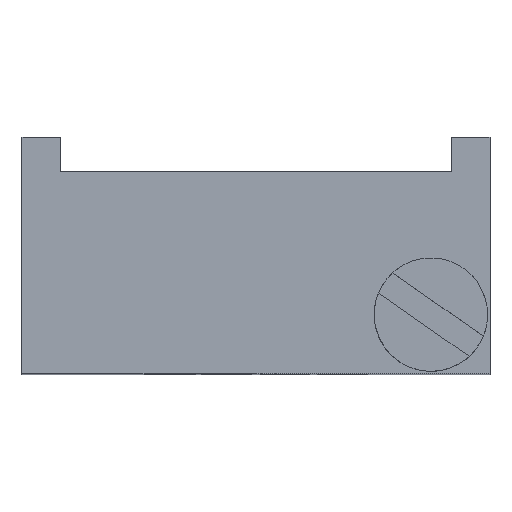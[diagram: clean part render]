
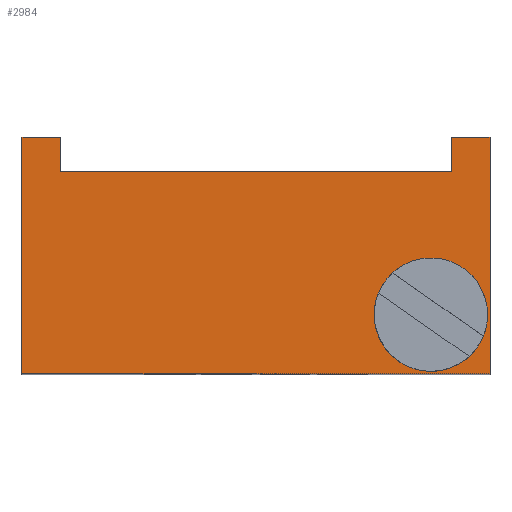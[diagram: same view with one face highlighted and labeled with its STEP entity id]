
A CAD part, top view. The second image highlights one B-rep face of the part: STEP entity #2984.
In plain terms, the highlighted free-form (B-spline) face has degree [1, 1] with [2, 2] control points.
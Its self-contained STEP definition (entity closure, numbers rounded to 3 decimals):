
#176 = VERTEX_POINT('',#177);
#177 = CARTESIAN_POINT('',(4.7,-1.2,13.5));
#182 = EDGE_CURVE('',#176,#183,#185,.T.);
#183 = VERTEX_POINT('',#184);
#184 = CARTESIAN_POINT('',(2.4,-1.2,13.5));
#185 = ( BOUNDED_CURVE() B_SPLINE_CURVE(2,(#186,#187,#188,#189,#190),
.UNSPECIFIED.,.F.,.F.) B_SPLINE_CURVE_WITH_KNOTS((3,2,3),(0.,
1.571,3.142),.PIECEWISE_BEZIER_KNOTS.) CURVE() 
GEOMETRIC_REPRESENTATION_ITEM() RATIONAL_B_SPLINE_CURVE((1.,
0.707,1.,0.707,1.)) REPRESENTATION_ITEM('') );
#186 = CARTESIAN_POINT('',(4.7,-1.2,13.5));
#187 = CARTESIAN_POINT('',(4.7,-0.05,13.5));
#188 = CARTESIAN_POINT('',(3.55,-0.05,13.5));
#189 = CARTESIAN_POINT('',(2.4,-0.05,13.5));
#190 = CARTESIAN_POINT('',(2.4,-1.2,13.5));
#902 = VERTEX_POINT('',#903);
#903 = CARTESIAN_POINT('',(-3.97,1.7,13.5));
#908 = EDGE_CURVE('',#902,#909,#911,.T.);
#909 = VERTEX_POINT('',#910);
#910 = CARTESIAN_POINT('',(3.97,1.7,13.5));
#911 = B_SPLINE_CURVE_WITH_KNOTS('',1,(#912,#913),.UNSPECIFIED.,.F.,.F.,
  (2,2),(-7.94,0.),.PIECEWISE_BEZIER_KNOTS.);
#912 = CARTESIAN_POINT('',(-3.97,1.7,13.5));
#913 = CARTESIAN_POINT('',(3.97,1.7,13.5));
#2280 = VERTEX_POINT('',#2281);
#2281 = CARTESIAN_POINT('',(4.75,-2.4,13.5));
#2286 = EDGE_CURVE('',#2287,#2280,#2289,.T.);
#2287 = VERTEX_POINT('',#2288);
#2288 = CARTESIAN_POINT('',(-4.75,-2.4,13.5));
#2289 = B_SPLINE_CURVE_WITH_KNOTS('',1,(#2290,#2291),.UNSPECIFIED.,.F.,
  .F.,(2,2),(0.,9.5),.PIECEWISE_BEZIER_KNOTS.);
#2290 = CARTESIAN_POINT('',(-4.75,-2.4,13.5));
#2291 = CARTESIAN_POINT('',(4.75,-2.4,13.5));
#2792 = EDGE_CURVE('',#2793,#2795,#2797,.T.);
#2793 = VERTEX_POINT('',#2794);
#2794 = CARTESIAN_POINT('',(-3.97,2.4,13.5));
#2795 = VERTEX_POINT('',#2796);
#2796 = CARTESIAN_POINT('',(-4.75,2.4,13.5));
#2797 = B_SPLINE_CURVE_WITH_KNOTS('',1,(#2798,#2799),.UNSPECIFIED.,.F.,
  .F.,(2,2),(-0.78,-0.),.PIECEWISE_BEZIER_KNOTS.);
#2798 = CARTESIAN_POINT('',(-3.97,2.4,13.5));
#2799 = CARTESIAN_POINT('',(-4.75,2.4,13.5));
#2907 = VERTEX_POINT('',#2908);
#2908 = CARTESIAN_POINT('',(4.75,2.4,13.5));
#2913 = EDGE_CURVE('',#2280,#2907,#2914,.T.);
#2914 = B_SPLINE_CURVE_WITH_KNOTS('',1,(#2915,#2916),.UNSPECIFIED.,.F.,
  .F.,(2,2),(-4.8,0.),.PIECEWISE_BEZIER_KNOTS.);
#2915 = CARTESIAN_POINT('',(4.75,-2.4,13.5));
#2916 = CARTESIAN_POINT('',(4.75,2.4,13.5));
#2940 = VERTEX_POINT('',#2941);
#2941 = CARTESIAN_POINT('',(3.97,2.4,13.5));
#2946 = EDGE_CURVE('',#2907,#2940,#2947,.T.);
#2947 = B_SPLINE_CURVE_WITH_KNOTS('',1,(#2948,#2949),.UNSPECIFIED.,.F.,
  .F.,(2,2),(-9.5,-8.72),.PIECEWISE_BEZIER_KNOTS.);
#2948 = CARTESIAN_POINT('',(4.75,2.4,13.5));
#2949 = CARTESIAN_POINT('',(3.97,2.4,13.5));
#2975 = EDGE_CURVE('',#2795,#2287,#2976,.T.);
#2976 = B_SPLINE_CURVE_WITH_KNOTS('',1,(#2977,#2978),.UNSPECIFIED.,.F.,
  .F.,(2,2),(0.,4.8),.PIECEWISE_BEZIER_KNOTS.);
#2977 = CARTESIAN_POINT('',(-4.75,2.4,13.5));
#2978 = CARTESIAN_POINT('',(-4.75,-2.4,13.5));
#2984 = ADVANCED_FACE('',(#2985,#2996),#3014,.T.);
#2985 = FACE_BOUND('',#2986,.T.);
#2986 = EDGE_LOOP('',(#2987,#2995));
#2987 = ORIENTED_EDGE('',*,*,#2988,.F.);
#2988 = EDGE_CURVE('',#183,#176,#2989,.T.);
#2989 = ( BOUNDED_CURVE() B_SPLINE_CURVE(2,(#2990,#2991,#2992,#2993,
#2994),.UNSPECIFIED.,.F.,.F.) B_SPLINE_CURVE_WITH_KNOTS((3,2,3),(
    3.142,4.712,6.283),
.PIECEWISE_BEZIER_KNOTS.) CURVE() GEOMETRIC_REPRESENTATION_ITEM() 
RATIONAL_B_SPLINE_CURVE((1.,0.707,1.,0.707,1.)) 
REPRESENTATION_ITEM('') );
#2990 = CARTESIAN_POINT('',(2.4,-1.2,13.5));
#2991 = CARTESIAN_POINT('',(2.4,-2.35,13.5));
#2992 = CARTESIAN_POINT('',(3.55,-2.35,13.5));
#2993 = CARTESIAN_POINT('',(4.7,-2.35,13.5));
#2994 = CARTESIAN_POINT('',(4.7,-1.2,13.5));
#2995 = ORIENTED_EDGE('',*,*,#182,.F.);
#2996 = FACE_BOUND('',#2997,.T.);
#2997 = EDGE_LOOP('',(#2998,#3003,#3004,#3009,#3010,#3011,#3012,#3013));
#2998 = ORIENTED_EDGE('',*,*,#2999,.F.);
#2999 = EDGE_CURVE('',#909,#2940,#3000,.T.);
#3000 = B_SPLINE_CURVE_WITH_KNOTS('',1,(#3001,#3002),.UNSPECIFIED.,.F.,
  .F.,(2,2),(0.,0.7),.PIECEWISE_BEZIER_KNOTS.);
#3001 = CARTESIAN_POINT('',(3.97,1.7,13.5));
#3002 = CARTESIAN_POINT('',(3.97,2.4,13.5));
#3003 = ORIENTED_EDGE('',*,*,#908,.F.);
#3004 = ORIENTED_EDGE('',*,*,#3005,.T.);
#3005 = EDGE_CURVE('',#902,#2793,#3006,.T.);
#3006 = B_SPLINE_CURVE_WITH_KNOTS('',1,(#3007,#3008),.UNSPECIFIED.,.F.,
  .F.,(2,2),(0.,0.7),.PIECEWISE_BEZIER_KNOTS.);
#3007 = CARTESIAN_POINT('',(-3.97,1.7,13.5));
#3008 = CARTESIAN_POINT('',(-3.97,2.4,13.5));
#3009 = ORIENTED_EDGE('',*,*,#2792,.T.);
#3010 = ORIENTED_EDGE('',*,*,#2975,.T.);
#3011 = ORIENTED_EDGE('',*,*,#2286,.T.);
#3012 = ORIENTED_EDGE('',*,*,#2913,.T.);
#3013 = ORIENTED_EDGE('',*,*,#2946,.T.);
#3014 = B_SPLINE_SURFACE_WITH_KNOTS('',1,1,(
    (#3015,#3016)
    ,(#3017,#3018
    )),.UNSPECIFIED.,.F.,.F.,.F.,(2,2),(2,2),(-4.75,4.75),(-2.4,2.4),
  .PIECEWISE_BEZIER_KNOTS.);
#3015 = CARTESIAN_POINT('',(-4.75,-2.4,13.5));
#3016 = CARTESIAN_POINT('',(-4.75,2.4,13.5));
#3017 = CARTESIAN_POINT('',(4.75,-2.4,13.5));
#3018 = CARTESIAN_POINT('',(4.75,2.4,13.5));
